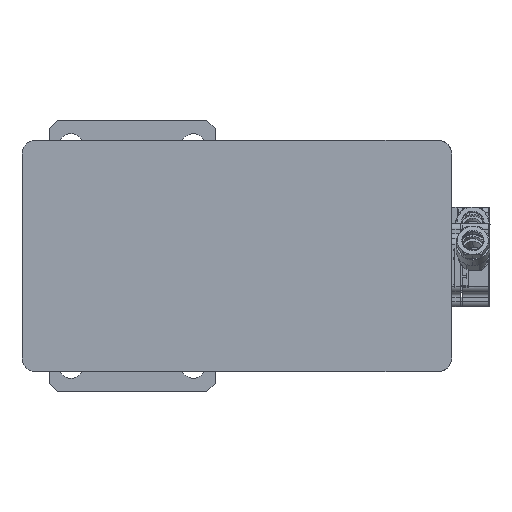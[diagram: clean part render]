
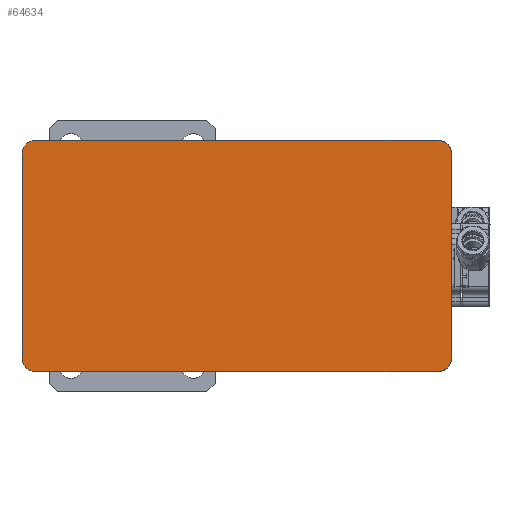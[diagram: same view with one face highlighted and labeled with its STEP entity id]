
A CAD part, front view. The second image highlights one B-rep face of the part: STEP entity #64634.
In plain terms, the highlighted face is planar.
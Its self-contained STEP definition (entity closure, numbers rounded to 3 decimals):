
#1127 = ORIENTED_EDGE ( 'NONE', *, *, #44669, .T. ) ;
#2207 = DIRECTION ( 'NONE',  ( 0., 0., -1. ) ) ;
#2519 = DIRECTION ( 'NONE',  ( 0., -1., 0. ) ) ;
#5668 = CARTESIAN_POINT ( 'NONE',  ( -42.5, 112.5, -83. ) ) ;
#6297 = PLANE ( 'NONE',  #41261 ) ;
#6666 = DIRECTION ( 'NONE',  ( 0., 0., -1. ) ) ;
#7614 = CIRCLE ( 'NONE', #39169, 5. ) ;
#8177 = CARTESIAN_POINT ( 'NONE',  ( -37.5, 117.5, -83. ) ) ;
#8579 = LINE ( 'NONE', #75921, #36450 ) ;
#9242 = EDGE_LOOP ( 'NONE', ( #61314, #1127, #60979, #39630, #35164, #25585, #74429, #44663 ) ) ;
#16075 = EDGE_CURVE ( 'NONE', #25420, #16256, #72609, .T. ) ;
#16256 = VERTEX_POINT ( 'NONE', #48660 ) ;
#16554 = FACE_OUTER_BOUND ( 'NONE', #9242, .T. ) ;
#20402 = AXIS2_PLACEMENT_3D ( 'NONE', #70909, #58691, #47771 ) ;
#23771 = VERTEX_POINT ( 'NONE', #40509 ) ;
#25420 = VERTEX_POINT ( 'NONE', #8177 ) ;
#25585 = ORIENTED_EDGE ( 'NONE', *, *, #65217, .T. ) ;
#27001 = VERTEX_POINT ( 'NONE', #48280 ) ;
#29030 = CARTESIAN_POINT ( 'NONE',  ( 37.5, -40.5, -83. ) ) ;
#31082 = CARTESIAN_POINT ( 'NONE',  ( 37.5, -35.5, -83. ) ) ;
#32845 = DIRECTION ( 'NONE',  ( 0., 0., -1. ) ) ;
#33086 = CARTESIAN_POINT ( 'NONE',  ( 42.5, -35.5, -83. ) ) ;
#35164 = ORIENTED_EDGE ( 'NONE', *, *, #69358, .T. ) ;
#36149 = DIRECTION ( 'NONE',  ( -1., 0., 0. ) ) ;
#36450 = VECTOR ( 'NONE', #70261, 1000. ) ;
#37671 = CIRCLE ( 'NONE', #63279, 5. ) ;
#38821 = DIRECTION ( 'NONE',  ( -1., 0., 0. ) ) ;
#39073 = CARTESIAN_POINT ( 'NONE',  ( -37.5, 112.5, -83. ) ) ;
#39169 = AXIS2_PLACEMENT_3D ( 'NONE', #31082, #6666, #48231 ) ;
#39630 = ORIENTED_EDGE ( 'NONE', *, *, #16075, .T. ) ;
#40509 = CARTESIAN_POINT ( 'NONE',  ( 42.5, 112.5, -83. ) ) ;
#41019 = AXIS2_PLACEMENT_3D ( 'NONE', #73135, #2207, #43820 ) ;
#41261 = AXIS2_PLACEMENT_3D ( 'NONE', #47853, #53801, #36149 ) ;
#43820 = DIRECTION ( 'NONE',  ( -1., 0., 0. ) ) ;
#43872 = CIRCLE ( 'NONE', #20402, 5. ) ;
#44036 = CARTESIAN_POINT ( 'NONE',  ( -42.5, -35.5, -83. ) ) ;
#44208 = EDGE_CURVE ( 'NONE', #67687, #71761, #7614, .T. ) ;
#44663 = ORIENTED_EDGE ( 'NONE', *, *, #47725, .T. ) ;
#44669 = EDGE_CURVE ( 'NONE', #75571, #57337, #8579, .T. ) ;
#46688 = EDGE_CURVE ( 'NONE', #27001, #75571, #43872, .T. ) ;
#47725 = EDGE_CURVE ( 'NONE', #71761, #27001, #51115, .T. ) ;
#47771 = DIRECTION ( 'NONE',  ( -1., 0., 0. ) ) ;
#47853 = CARTESIAN_POINT ( 'NONE',  ( -37.5, -35.5, -83. ) ) ;
#47879 = CARTESIAN_POINT ( 'NONE',  ( -37.5, 117.5, -83. ) ) ;
#48231 = DIRECTION ( 'NONE',  ( -1., 0., 0. ) ) ;
#48280 = CARTESIAN_POINT ( 'NONE',  ( -37.5, -40.5, -83. ) ) ;
#48660 = CARTESIAN_POINT ( 'NONE',  ( 37.5, 117.5, -83. ) ) ;
#50315 = VECTOR ( 'NONE', #59807, 1000. ) ;
#50737 = CARTESIAN_POINT ( 'NONE',  ( 37.5, -40.5, -83. ) ) ;
#51115 = LINE ( 'NONE', #29030, #71546 ) ;
#53801 = DIRECTION ( 'NONE',  ( 0., 0., -1. ) ) ;
#57337 = VERTEX_POINT ( 'NONE', #5668 ) ;
#58691 = DIRECTION ( 'NONE',  ( 0., 0., -1. ) ) ;
#59807 = DIRECTION ( 'NONE',  ( 1., 0., 0. ) ) ;
#60979 = ORIENTED_EDGE ( 'NONE', *, *, #67765, .T. ) ;
#61314 = ORIENTED_EDGE ( 'NONE', *, *, #46688, .T. ) ;
#62949 = VECTOR ( 'NONE', #2519, 1000. ) ;
#63279 = AXIS2_PLACEMENT_3D ( 'NONE', #39073, #32845, #38821 ) ;
#63820 = DIRECTION ( 'NONE',  ( -1., 0., 0. ) ) ;
#64634 = ADVANCED_FACE ( 'NONE', ( #16554 ), #6297, .T. ) ;
#65217 = EDGE_CURVE ( 'NONE', #23771, #67687, #66714, .T. ) ;
#66714 = LINE ( 'NONE', #73954, #62949 ) ;
#67687 = VERTEX_POINT ( 'NONE', #33086 ) ;
#67765 = EDGE_CURVE ( 'NONE', #57337, #25420, #37671, .T. ) ;
#69358 = EDGE_CURVE ( 'NONE', #16256, #23771, #72784, .T. ) ;
#70261 = DIRECTION ( 'NONE',  ( 0., 1., 0. ) ) ;
#70909 = CARTESIAN_POINT ( 'NONE',  ( -37.5, -35.5, -83. ) ) ;
#71546 = VECTOR ( 'NONE', #63820, 1000. ) ;
#71761 = VERTEX_POINT ( 'NONE', #50737 ) ;
#72609 = LINE ( 'NONE', #47879, #50315 ) ;
#72784 = CIRCLE ( 'NONE', #41019, 5. ) ;
#73135 = CARTESIAN_POINT ( 'NONE',  ( 37.5, 112.5, -83. ) ) ;
#73954 = CARTESIAN_POINT ( 'NONE',  ( 42.5, 112.5, -83. ) ) ;
#74429 = ORIENTED_EDGE ( 'NONE', *, *, #44208, .T. ) ;
#75571 = VERTEX_POINT ( 'NONE', #44036 ) ;
#75921 = CARTESIAN_POINT ( 'NONE',  ( -42.5, -35.5, -83. ) ) ;
